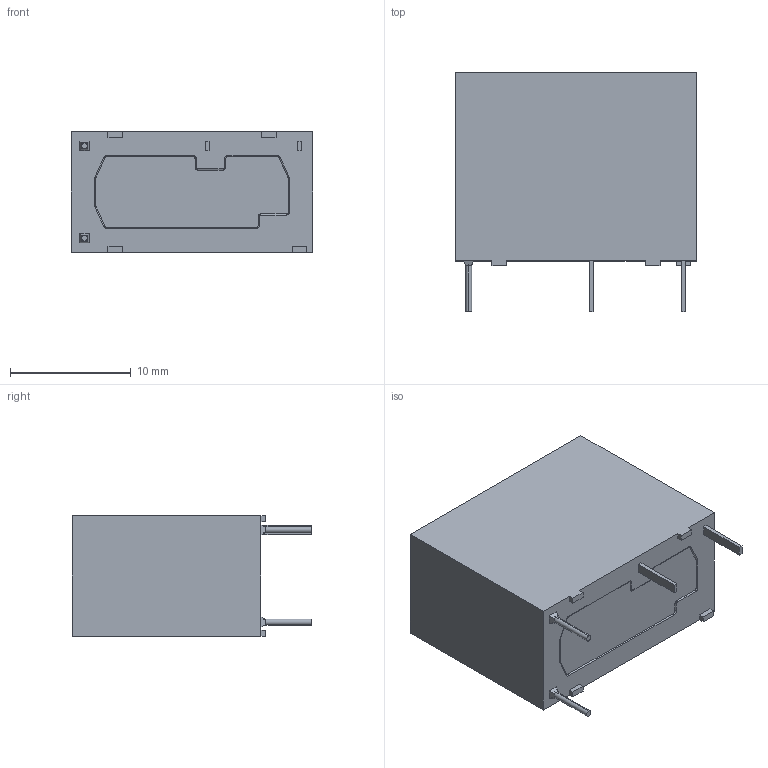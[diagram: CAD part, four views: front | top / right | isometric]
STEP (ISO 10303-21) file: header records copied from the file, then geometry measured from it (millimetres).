
FILE_DESCRIPTION (( 'STEP AP214' ), '1' );
FILE_NAME ('ALQ312.STEP', '2022-05-19T10:55:33', ( '' ), ( '' ), 'SwSTEP 2.0', 'SolidWorks 2017', '' );
FILE_SCHEMA (( 'AUTOMOTIVE_DESIGN' ));
Length unit declared in the file: millimetre
Products named in the file (1): ALQ312
Bounding box: 20 x 19.8 x 10 mm (x, y, z)
Volume: 3110.3 mm3; surface area: 1387.2 mm2
Topology: 5 solids, 5 shells, 100 faces, 244 edges, 160 vertices
Faces by surface type: plane 63, cylinder 24, torus 13
Entity records: 3008 total; most frequent: DIRECTION 520, CARTESIAN_POINT 505, ORIENTED_EDGE 488, EDGE_CURVE 244, AXIS2_PLACEMENT_3D 175, LINE 170, VECTOR 170, VERTEX_POINT 160
